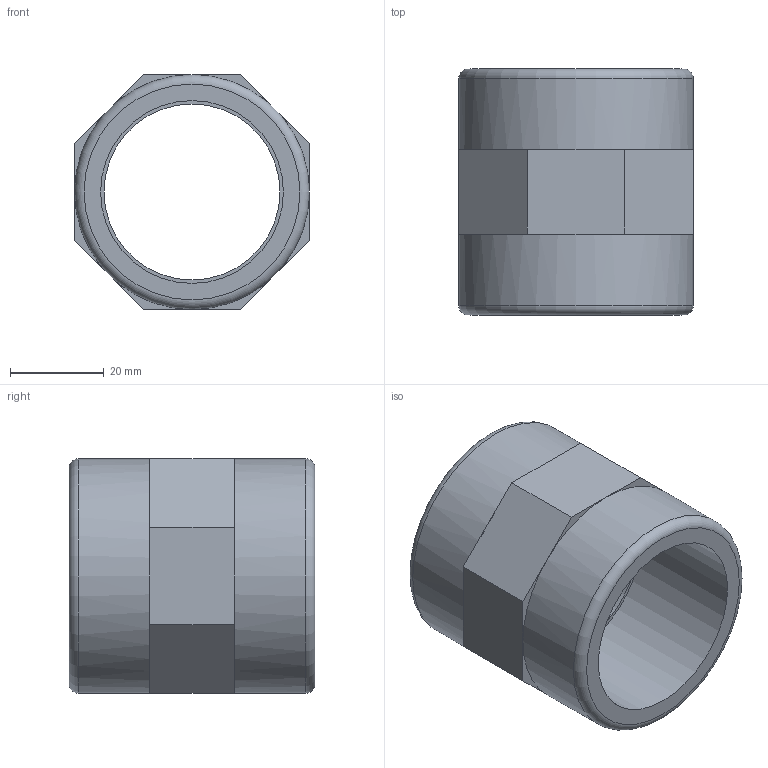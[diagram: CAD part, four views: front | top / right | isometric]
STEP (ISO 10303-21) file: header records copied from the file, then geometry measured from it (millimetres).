
FILE_DESCRIPTION(/* description */ (''),/* implementation_level */ '2;1');
FILE_NAME(/* name */ 'MIFV040114.ipt.stp',/* time_stamp */ '2014-06-06T15:26:56+02:00',/* author */ ('bfaro'),/* organization */ (''),/* preprocessor_version */ 'ST-DEVELOPER v15.6',/* originating_system */ 'Autodesk Inventor 2015',/* authorisation */ '');
FILE_SCHEMA (('AUTOMOTIVE_DESIGN { 1 0 10303 214 3 1 1 }'));
Length unit declared in the file: millimetre
Products named in the file (1): MIFV040114
Bounding box: 50 x 52.4 x 50 mm (x, y, z)
Volume: 40783.7 mm3; surface area: 16524 mm2
Topology: 1 solids, 1 shells, 37 faces, 78 edges, 46 vertices
Faces by surface type: plane 29, cylinder 6, torus 2
Full cylindrical faces by diameter (mm): 37.5 x1, 38.952 x1, 40 x1, 42.9 x1, 50 x2
Entity records: 954 total; most frequent: DIRECTION 172, CARTESIAN_POINT 150, ORIENTED_EDGE 136, EDGE_CURVE 68, AXIS2_PLACEMENT_3D 66, EDGE_LOOP 50, VERTEX_POINT 44, LINE 40
